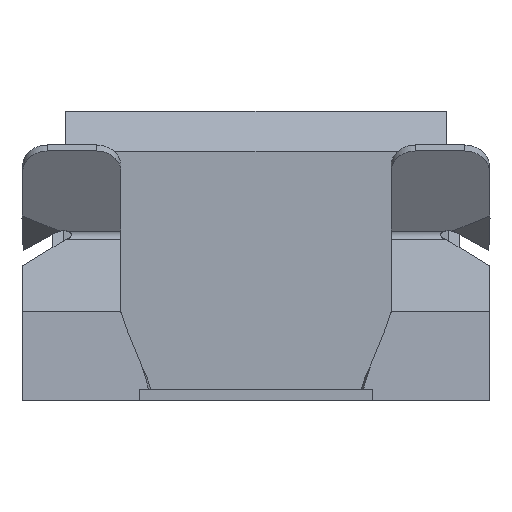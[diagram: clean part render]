
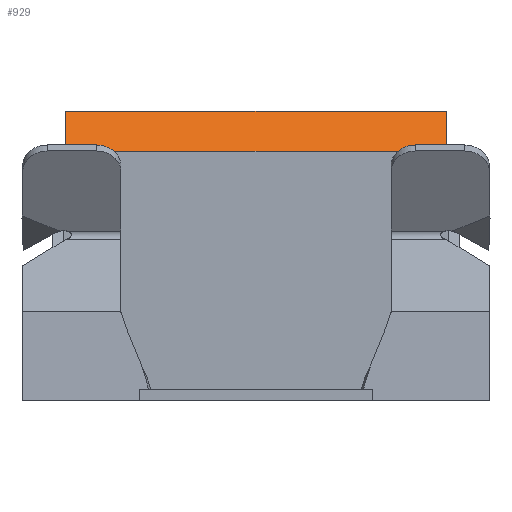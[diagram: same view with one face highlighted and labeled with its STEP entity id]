
A CAD part, front view. The second image highlights one B-rep face of the part: STEP entity #929.
In plain terms, the highlighted planar face has unit normal (0, -0.829, 0.559).
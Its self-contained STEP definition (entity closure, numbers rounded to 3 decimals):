
#184 = LINE ( 'NONE', #1413, #4010 ) ;
#546 = VERTEX_POINT ( 'NONE', #2920 ) ;
#577 = DIRECTION ( 'NONE',  ( 0., -0.559, -0.829 ) ) ;
#669 = ORIENTED_EDGE ( 'NONE', *, *, #1208, .F. ) ;
#687 = LINE ( 'NONE', #3385, #1238 ) ;
#705 = ORIENTED_EDGE ( 'NONE', *, *, #793, .T. ) ;
#743 = DIRECTION ( 'NONE',  ( 0., -0.559, -0.829 ) ) ;
#793 = EDGE_CURVE ( 'NONE', #4043, #3426, #4167, .T. ) ;
#929 = ADVANCED_FACE ( 'NONE', ( #3128 ), #4509, .T. ) ;
#1208 = EDGE_CURVE ( 'NONE', #546, #3426, #687, .T. ) ;
#1238 = VECTOR ( 'NONE', #1865, 1000. ) ;
#1413 = CARTESIAN_POINT ( 'NONE',  ( 0., 48.126, 22.669 ) ) ;
#1478 = CARTESIAN_POINT ( 'NONE',  ( -15.5, 47.007, 21.011 ) ) ;
#1576 = CARTESIAN_POINT ( 'NONE',  ( -15.5, 45.927, 19.41 ) ) ;
#1776 = CARTESIAN_POINT ( 'NONE',  ( 15.5, 46.121, 19.697 ) ) ;
#1856 = VECTOR ( 'NONE', #4319, 1000. ) ;
#1865 = DIRECTION ( 'NONE',  ( -1., 0., 0. ) ) ;
#2074 = CARTESIAN_POINT ( 'NONE',  ( 15.5, 48.126, 22.669 ) ) ;
#2099 = ORIENTED_EDGE ( 'NONE', *, *, #4270, .F. ) ;
#2135 = VECTOR ( 'NONE', #743, 1000. ) ;
#2208 = LINE ( 'NONE', #1776, #1856 ) ;
#2353 = EDGE_CURVE ( 'NONE', #546, #3096, #2208, .T. ) ;
#2735 = ORIENTED_EDGE ( 'NONE', *, *, #2353, .T. ) ;
#2881 = DIRECTION ( 'NONE',  ( 1., 0., 0. ) ) ;
#2891 = EDGE_LOOP ( 'NONE', ( #705, #669, #2735, #2099 ) ) ;
#2920 = CARTESIAN_POINT ( 'NONE',  ( 15.5, 45.927, 19.41 ) ) ;
#3096 = VERTEX_POINT ( 'NONE', #2074 ) ;
#3128 = FACE_OUTER_BOUND ( 'NONE', #2891, .T. ) ;
#3334 = CARTESIAN_POINT ( 'NONE',  ( -15.5, 48.126, 22.669 ) ) ;
#3385 = CARTESIAN_POINT ( 'NONE',  ( 19., 45.927, 19.41 ) ) ;
#3398 = DIRECTION ( 'NONE',  ( 0., -0.829, 0.559 ) ) ;
#3426 = VERTEX_POINT ( 'NONE', #1576 ) ;
#3449 = CARTESIAN_POINT ( 'NONE',  ( 19., 9.43, -34.7 ) ) ;
#4010 = VECTOR ( 'NONE', #2881, 1000. ) ;
#4043 = VERTEX_POINT ( 'NONE', #3334 ) ;
#4167 = LINE ( 'NONE', #1478, #2135 ) ;
#4244 = AXIS2_PLACEMENT_3D ( 'NONE', #3449, #3398, #577 ) ;
#4270 = EDGE_CURVE ( 'NONE', #4043, #3096, #184, .T. ) ;
#4319 = DIRECTION ( 'NONE',  ( 0., 0.559, 0.829 ) ) ;
#4509 = PLANE ( 'NONE',  #4244 ) ;
